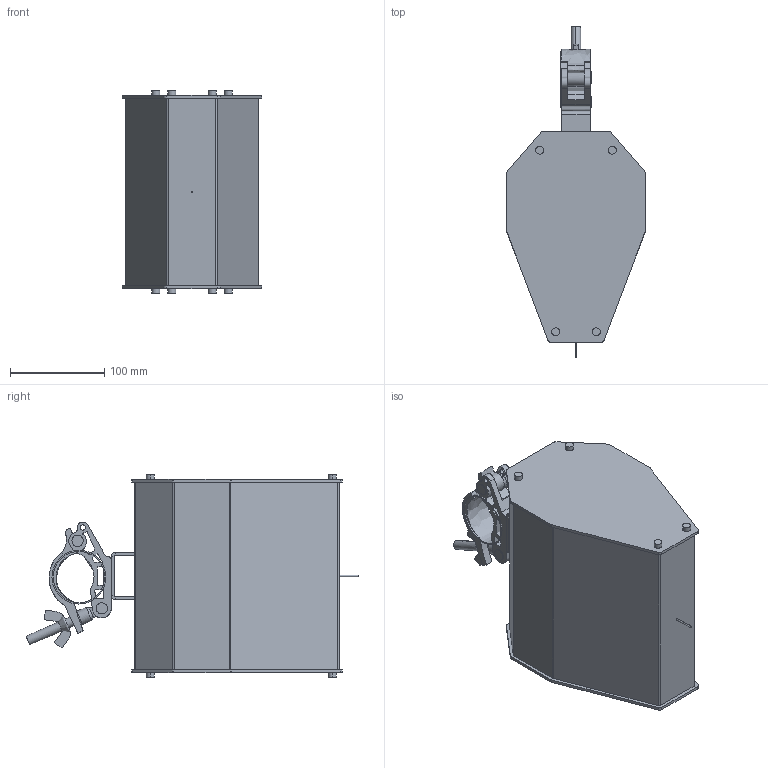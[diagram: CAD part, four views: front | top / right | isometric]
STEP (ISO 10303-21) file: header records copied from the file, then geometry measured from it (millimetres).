
FILE_DESCRIPTION (( 'STEP AP214' ), '1' );
FILE_NAME ('241.001.001_W10 Model.STEP', '2019-05-21T12:55:42', ( '' ), ( '' ), 'SwSTEP 2.0', 'SolidWorks 2018', '' );
FILE_SCHEMA (( 'AUTOMOTIVE_DESIGN' ));
Length unit declared in the file: millimetre
Products named in the file (1): 241.001.001_W10 Model
Bounding box: 148 x 352.6 x 215 mm (x, y, z)
Surface area: 229797.9 mm2 (no closed solid volume)
Topology: 0 solids, 11 shells, 179 faces, 532 edges, 375 vertices
Faces by surface type: plane 84, cylinder 69, bspline 24, cone 2
Entity records: 10066 total; most frequent: CARTESIAN_POINT 3433, ORIENTED_EDGE 934, DIRECTION 912, EDGE_CURVE 528, VERTEX_POINT 375, AXIS2_PLACEMENT_3D 315, VECTOR 282, LINE 282
